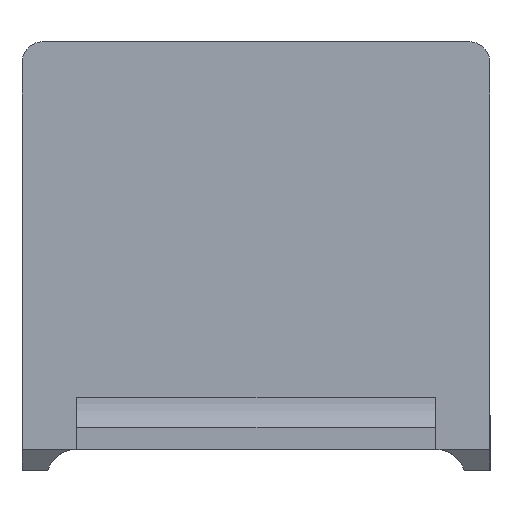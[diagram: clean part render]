
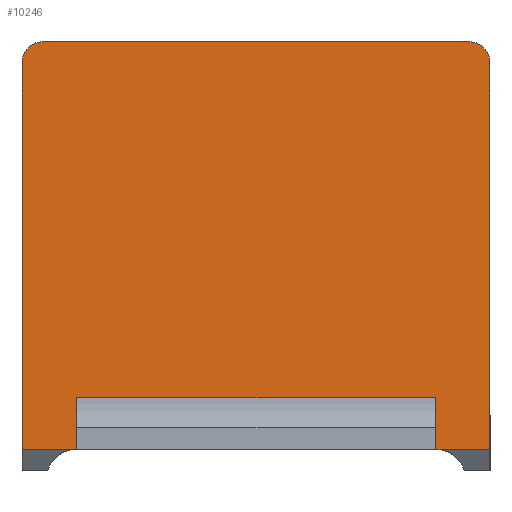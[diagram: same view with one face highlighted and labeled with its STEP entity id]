
A CAD part, left-side view. The second image highlights one B-rep face of the part: STEP entity #10246.
In plain terms, the highlighted planar face has unit normal (-1, 0, 0).
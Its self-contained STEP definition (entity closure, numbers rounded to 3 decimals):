
#281=AXIS2_PLACEMENT_3D('Circle Axis2P3D',#279,#280,$) ;
#1269=AXIS2_PLACEMENT_3D('Circle Axis2P3D',#1267,#1268,$) ;
#1655=AXIS2_PLACEMENT_3D('Circle Axis2P3D',#1653,#1654,$) ;
#2620=AXIS2_PLACEMENT_3D('Circle Axis2P3D',#2618,#2619,$) ;
#10230=AXIS2_PLACEMENT_3D('Plane Axis2P3D',#10227,#10228,#10229) ;
#54=CARTESIAN_POINT('Line Origine',(1.05,11.,3.4)) ;
#58=CARTESIAN_POINT('Vertex',(1.05,19.425,3.4)) ;
#60=CARTESIAN_POINT('Vertex',(1.05,2.575,3.4)) ;
#100=CARTESIAN_POINT('Vertex',(1.05,19.425,1.)) ;
#115=CARTESIAN_POINT('Line Origine',(1.05,19.425,2.2)) ;
#157=CARTESIAN_POINT('Line Origine',(1.05,2.575,2.2)) ;
#161=CARTESIAN_POINT('Vertex',(1.05,2.575,0.999)) ;
#276=CARTESIAN_POINT('Vertex',(1.05,2.34,0.975)) ;
#279=CARTESIAN_POINT('Axis2P3D Location',(1.05,2.614,-0.5)) ;
#358=CARTESIAN_POINT('Vertex',(1.05,0.,0.975)) ;
#361=CARTESIAN_POINT('Line Origine',(1.05,1.17,0.975)) ;
#398=CARTESIAN_POINT('Vertex',(1.05,0.,19.15)) ;
#401=CARTESIAN_POINT('Line Origine',(1.05,0.,10.062)) ;
#1264=CARTESIAN_POINT('Vertex',(1.05,1.,20.15)) ;
#1267=CARTESIAN_POINT('Axis2P3D Location',(1.05,1.,19.15)) ;
#1295=CARTESIAN_POINT('Vertex',(1.05,21.,20.15)) ;
#1298=CARTESIAN_POINT('Line Origine',(1.05,11.,20.15)) ;
#1650=CARTESIAN_POINT('Vertex',(1.05,22.,19.15)) ;
#1653=CARTESIAN_POINT('Axis2P3D Location',(1.05,21.,19.15)) ;
#1683=CARTESIAN_POINT('Vertex',(1.05,22.,0.975)) ;
#1686=CARTESIAN_POINT('Line Origine',(1.05,22.,10.062)) ;
#2540=CARTESIAN_POINT('Line Origine',(1.05,20.83,0.975)) ;
#2544=CARTESIAN_POINT('Vertex',(1.05,19.66,0.975)) ;
#2618=CARTESIAN_POINT('Axis2P3D Location',(1.05,19.386,-0.5)) ;
#10227=CARTESIAN_POINT('Axis2P3D Location',(1.05,11.,0.)) ;
#55=DIRECTION('Vector Direction',(0.,-1.,0.)) ;
#116=DIRECTION('Vector Direction',(0.,0.,-1.)) ;
#158=DIRECTION('Vector Direction',(0.,0.,-1.)) ;
#280=DIRECTION('Axis2P3D Direction',(-1.,0.,0.)) ;
#362=DIRECTION('Vector Direction',(0.,1.,0.)) ;
#402=DIRECTION('Vector Direction',(0.,0.,1.)) ;
#1268=DIRECTION('Axis2P3D Direction',(-1.,0.,0.)) ;
#1299=DIRECTION('Vector Direction',(0.,1.,0.)) ;
#1654=DIRECTION('Axis2P3D Direction',(-1.,0.,0.)) ;
#1687=DIRECTION('Vector Direction',(0.,0.,-1.)) ;
#2541=DIRECTION('Vector Direction',(0.,1.,0.)) ;
#2619=DIRECTION('Axis2P3D Direction',(-1.,0.,0.)) ;
#10228=DIRECTION('Axis2P3D Direction',(-1.,0.,0.)) ;
#10229=DIRECTION('Axis2P3D XDirection',(0.,-1.,0.)) ;
#56=VECTOR('Line Direction',#55,1.) ;
#117=VECTOR('Line Direction',#116,1.) ;
#159=VECTOR('Line Direction',#158,1.) ;
#363=VECTOR('Line Direction',#362,1.) ;
#403=VECTOR('Line Direction',#402,1.) ;
#1300=VECTOR('Line Direction',#1299,1.) ;
#1688=VECTOR('Line Direction',#1687,1.) ;
#2542=VECTOR('Line Direction',#2541,1.) ;
#10233=ORIENTED_EDGE('',*,*,#62,.T.) ;
#10234=ORIENTED_EDGE('',*,*,#163,.F.) ;
#10235=ORIENTED_EDGE('',*,*,#283,.T.) ;
#10236=ORIENTED_EDGE('',*,*,#365,.F.) ;
#10237=ORIENTED_EDGE('',*,*,#405,.T.) ;
#10238=ORIENTED_EDGE('',*,*,#1271,.T.) ;
#10239=ORIENTED_EDGE('',*,*,#1302,.T.) ;
#10240=ORIENTED_EDGE('',*,*,#1657,.T.) ;
#10241=ORIENTED_EDGE('',*,*,#1690,.T.) ;
#10242=ORIENTED_EDGE('',*,*,#2546,.F.) ;
#10243=ORIENTED_EDGE('',*,*,#2622,.T.) ;
#10244=ORIENTED_EDGE('',*,*,#119,.T.) ;
#10246=ADVANCED_FACE('V1',(#10245),#10231,.T.) ;
#282=CIRCLE('generated circle',#281,1.5) ;
#1270=CIRCLE('generated circle',#1269,1.) ;
#1656=CIRCLE('generated circle',#1655,1.) ;
#2621=CIRCLE('generated circle',#2620,1.5) ;
#62=EDGE_CURVE('',#59,#61,#57,.T.) ;
#119=EDGE_CURVE('',#101,#59,#118,.F.) ;
#163=EDGE_CURVE('',#162,#61,#160,.F.) ;
#283=EDGE_CURVE('',#162,#277,#282,.F.) ;
#365=EDGE_CURVE('',#359,#277,#364,.T.) ;
#405=EDGE_CURVE('',#359,#399,#404,.T.) ;
#1271=EDGE_CURVE('',#399,#1265,#1270,.T.) ;
#1302=EDGE_CURVE('',#1265,#1296,#1301,.T.) ;
#1657=EDGE_CURVE('',#1296,#1651,#1656,.T.) ;
#1690=EDGE_CURVE('',#1651,#1684,#1689,.T.) ;
#2546=EDGE_CURVE('',#2545,#1684,#2543,.T.) ;
#2622=EDGE_CURVE('',#2545,#101,#2621,.F.) ;
#10232=EDGE_LOOP('',(#10233,#10234,#10235,#10236,#10237,#10238,#10239,#10240,#10241,#10242,#10243,#10244)) ;
#10245=FACE_OUTER_BOUND('',#10232,.T.) ;
#57=LINE('Line',#54,#56) ;
#118=LINE('Line',#115,#117) ;
#160=LINE('Line',#157,#159) ;
#364=LINE('Line',#361,#363) ;
#404=LINE('Line',#401,#403) ;
#1301=LINE('Line',#1298,#1300) ;
#1689=LINE('Line',#1686,#1688) ;
#2543=LINE('Line',#2540,#2542) ;
#10231=PLANE('',#10230) ;
#59=VERTEX_POINT('',#58) ;
#61=VERTEX_POINT('',#60) ;
#101=VERTEX_POINT('',#100) ;
#162=VERTEX_POINT('',#161) ;
#277=VERTEX_POINT('',#276) ;
#359=VERTEX_POINT('',#358) ;
#399=VERTEX_POINT('',#398) ;
#1265=VERTEX_POINT('',#1264) ;
#1296=VERTEX_POINT('',#1295) ;
#1651=VERTEX_POINT('',#1650) ;
#1684=VERTEX_POINT('',#1683) ;
#2545=VERTEX_POINT('',#2544) ;
